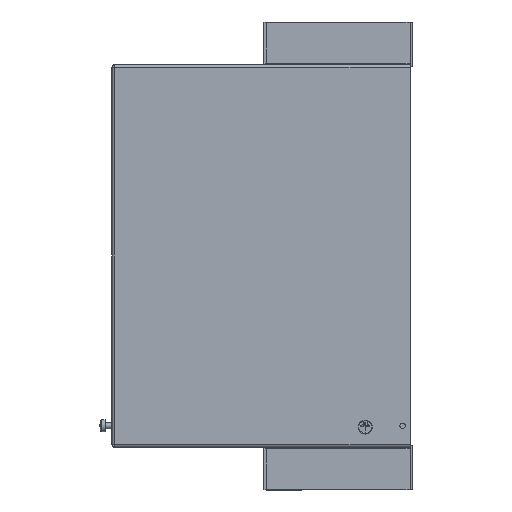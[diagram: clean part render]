
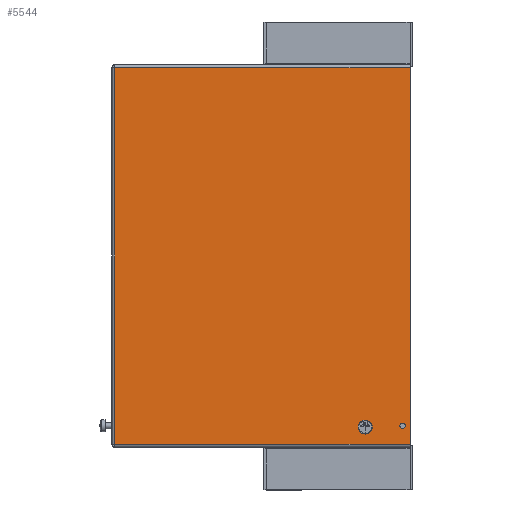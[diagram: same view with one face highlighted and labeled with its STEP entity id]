
A CAD part, left-side view. The second image highlights one B-rep face of the part: STEP entity #5544.
In plain terms, the highlighted planar face has unit normal (-1, 0, 0).
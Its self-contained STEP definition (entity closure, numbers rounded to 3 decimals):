
#112 = CARTESIAN_POINT ( 'NONE',  ( 0., -195., -113.98 ) ) ;
#134 = VERTEX_POINT ( 'NONE', #716 ) ;
#158 = DIRECTION ( 'NONE',  ( 1., 0., 0. ) ) ;
#196 = LINE ( 'NONE', #855, #4009 ) ;
#476 = CARTESIAN_POINT ( 'NONE',  ( 0., -200., 126.4 ) ) ;
#546 = LINE ( 'NONE', #476, #4680 ) ;
#596 = DIRECTION ( 'NONE',  ( -1., 0., 0. ) ) ;
#613 = DIRECTION ( 'NONE',  ( 0., 1., 0. ) ) ;
#711 = CIRCLE ( 'NONE', #4837, 4.7 ) ;
#716 = CARTESIAN_POINT ( 'NONE',  ( 0., -200., -126.4 ) ) ;
#855 = CARTESIAN_POINT ( 'NONE',  ( 0., 0., 126.4 ) ) ;
#878 = EDGE_CURVE ( 'NONE', #3687, #1522, #1086, .T. ) ;
#1086 = CIRCLE ( 'NONE', #2731, 4.7 ) ;
#1124 = EDGE_CURVE ( 'NONE', #6124, #6108, #2403, .T. ) ;
#1182 = VECTOR ( 'NONE', #5224, 1000. ) ;
#1302 = PLANE ( 'NONE',  #1328 ) ;
#1315 = CARTESIAN_POINT ( 'NONE',  ( 0., -170., -114.78 ) ) ;
#1328 = AXIS2_PLACEMENT_3D ( 'NONE', #3278, #1813, #5294 ) ;
#1522 = VERTEX_POINT ( 'NONE', #1781 ) ;
#1626 = VERTEX_POINT ( 'NONE', #3354 ) ;
#1722 = FACE_OUTER_BOUND ( 'NONE', #5895, .T. ) ;
#1752 = AXIS2_PLACEMENT_3D ( 'NONE', #3576, #596, #4085 ) ;
#1781 = CARTESIAN_POINT ( 'NONE',  ( 0., -174.7, -114.78 ) ) ;
#1813 = DIRECTION ( 'NONE',  ( 1., 0., 0. ) ) ;
#1825 = DIRECTION ( 'NONE',  ( 0., 1., 0. ) ) ;
#1845 = ORIENTED_EDGE ( 'NONE', *, *, #1124, .F. ) ;
#1905 = VERTEX_POINT ( 'NONE', #5165 ) ;
#2403 = CIRCLE ( 'NONE', #2501, 1.8 ) ;
#2501 = AXIS2_PLACEMENT_3D ( 'NONE', #112, #3597, #613 ) ;
#2534 = ORIENTED_EDGE ( 'NONE', *, *, #4378, .T. ) ;
#2619 = VERTEX_POINT ( 'NONE', #3333 ) ;
#2631 = EDGE_CURVE ( 'NONE', #1905, #2619, #196, .T. ) ;
#2636 = CARTESIAN_POINT ( 'NONE',  ( 0., -2., 126.4 ) ) ;
#2731 = AXIS2_PLACEMENT_3D ( 'NONE', #1315, #4807, #1825 ) ;
#2740 = CARTESIAN_POINT ( 'NONE',  ( 0., 0., -126.4 ) ) ;
#2769 = ORIENTED_EDGE ( 'NONE', *, *, #3492, .T. ) ;
#3136 = CARTESIAN_POINT ( 'NONE',  ( 0., -170., -114.78 ) ) ;
#3278 = CARTESIAN_POINT ( 'NONE',  ( 0., 0., 126.4 ) ) ;
#3333 = CARTESIAN_POINT ( 'NONE',  ( 0., -200., 126.4 ) ) ;
#3354 = CARTESIAN_POINT ( 'NONE',  ( 0., -2., -126.4 ) ) ;
#3492 = EDGE_CURVE ( 'NONE', #1905, #1626, #3842, .T. ) ;
#3576 = CARTESIAN_POINT ( 'NONE',  ( 0., -195., -113.98 ) ) ;
#3597 = DIRECTION ( 'NONE',  ( -1., 0., 0. ) ) ;
#3641 = DIRECTION ( 'NONE',  ( 0., 1., 0. ) ) ;
#3687 = VERTEX_POINT ( 'NONE', #6247 ) ;
#3779 = EDGE_LOOP ( 'NONE', ( #5628, #3938 ) ) ;
#3842 = LINE ( 'NONE', #2636, #6182 ) ;
#3938 = ORIENTED_EDGE ( 'NONE', *, *, #878, .T. ) ;
#4009 = VECTOR ( 'NONE', #4343, 1000. ) ;
#4085 = DIRECTION ( 'NONE',  ( 0., 1., 0. ) ) ;
#4188 = EDGE_CURVE ( 'NONE', #6108, #6124, #4614, .T. ) ;
#4202 = ORIENTED_EDGE ( 'NONE', *, *, #2631, .F. ) ;
#4343 = DIRECTION ( 'NONE',  ( 0., -1., 0. ) ) ;
#4378 = EDGE_CURVE ( 'NONE', #1626, #134, #6328, .T. ) ;
#4440 = DIRECTION ( 'NONE',  ( 0., 0., -1. ) ) ;
#4519 = FACE_BOUND ( 'NONE', #6204, .T. ) ;
#4569 = ORIENTED_EDGE ( 'NONE', *, *, #4188, .F. ) ;
#4614 = CIRCLE ( 'NONE', #1752, 1.8 ) ;
#4658 = ORIENTED_EDGE ( 'NONE', *, *, #5263, .F. ) ;
#4680 = VECTOR ( 'NONE', #4440, 1000. ) ;
#4785 = CARTESIAN_POINT ( 'NONE',  ( 0., -195., -112.18 ) ) ;
#4806 = CARTESIAN_POINT ( 'NONE',  ( 0., -195., -115.78 ) ) ;
#4807 = DIRECTION ( 'NONE',  ( 1., 0., 0. ) ) ;
#4837 = AXIS2_PLACEMENT_3D ( 'NONE', #3136, #158, #3641 ) ;
#4892 = EDGE_CURVE ( 'NONE', #1522, #3687, #711, .T. ) ;
#5165 = CARTESIAN_POINT ( 'NONE',  ( 0., -2., 126.4 ) ) ;
#5224 = DIRECTION ( 'NONE',  ( 0., -1., 0. ) ) ;
#5263 = EDGE_CURVE ( 'NONE', #2619, #134, #546, .T. ) ;
#5294 = DIRECTION ( 'NONE',  ( 0., 1., 0. ) ) ;
#5544 = ADVANCED_FACE ( 'NONE', ( #1722, #4519, #5685 ), #1302, .F. ) ;
#5595 = DIRECTION ( 'NONE',  ( 0., 0., -1. ) ) ;
#5628 = ORIENTED_EDGE ( 'NONE', *, *, #4892, .T. ) ;
#5685 = FACE_BOUND ( 'NONE', #3779, .T. ) ;
#5895 = EDGE_LOOP ( 'NONE', ( #4202, #2769, #2534, #4658 ) ) ;
#6108 = VERTEX_POINT ( 'NONE', #4806 ) ;
#6124 = VERTEX_POINT ( 'NONE', #4785 ) ;
#6182 = VECTOR ( 'NONE', #5595, 1000. ) ;
#6204 = EDGE_LOOP ( 'NONE', ( #4569, #1845 ) ) ;
#6247 = CARTESIAN_POINT ( 'NONE',  ( 0., -165.3, -114.78 ) ) ;
#6328 = LINE ( 'NONE', #2740, #1182 ) ;
